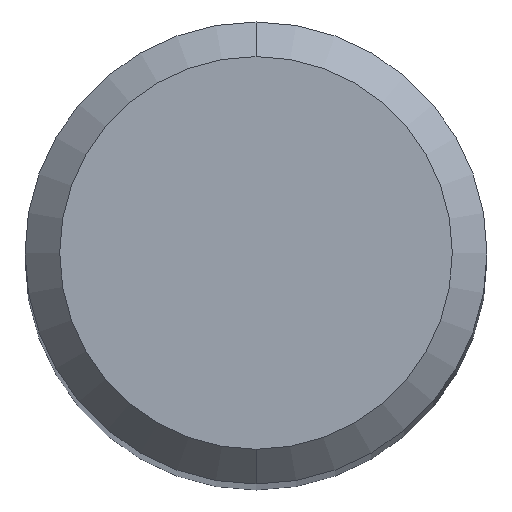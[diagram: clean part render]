
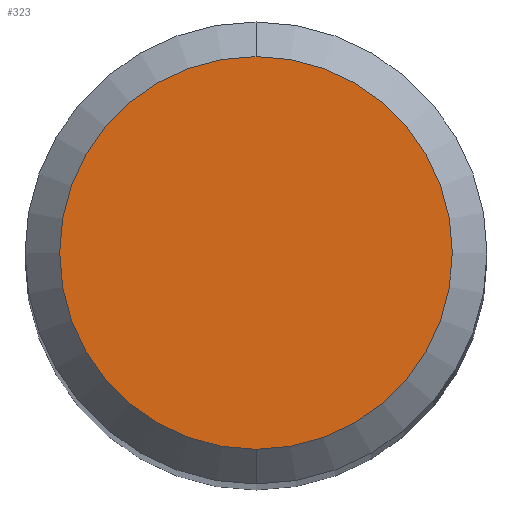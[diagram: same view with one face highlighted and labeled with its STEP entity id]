
A CAD part, top view. The second image highlights one B-rep face of the part: STEP entity #323.
In plain terms, the highlighted planar face has unit normal (0, 0, 1).
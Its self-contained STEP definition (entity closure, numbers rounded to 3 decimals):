
#273=VERTEX_POINT('',#588);
#291=VERTEX_POINT('',#609);
#301=EDGE_CURVE('',#291,#273,#620,.T.);
#323=ADVANCED_FACE('',(#643),#644,.T.);
#463=EDGE_CURVE('',#273,#291,#800,.T.);
#588=CARTESIAN_POINT('',(0.,-1.7,0.0));
#609=CARTESIAN_POINT('',(0.0,1.7,0.0));
#620=CIRCLE('',#1131,1.7);
#643=FACE_OUTER_BOUND('',#1213,.T.);
#644=PLANE('',#1214);
#800=CIRCLE('',#1443,1.7);
#1131=AXIS2_PLACEMENT_3D('',#1592,#1593,#1594);
#1213=EDGE_LOOP('',(#1612,#1613));
#1214=AXIS2_PLACEMENT_3D('',#1614,#1615,#1616);
#1443=AXIS2_PLACEMENT_3D('',#1802,#1803,#1804);
#1592=CARTESIAN_POINT('',(0.0,0.0,0.0));
#1593=DIRECTION('',(0.0,0.0,-1.0));
#1594=DIRECTION('',(0.0,1.0,0.0));
#1612=ORIENTED_EDGE('',*,*,#301,.F.);
#1613=ORIENTED_EDGE('',*,*,#463,.F.);
#1614=CARTESIAN_POINT('',(0.0,0.85,0.0));
#1615=DIRECTION('',(-0.0,0.0,1.0));
#1616=DIRECTION('',(0.0,-1.0,0.0));
#1802=CARTESIAN_POINT('',(0.0,0.0,0.0));
#1803=DIRECTION('',(0.0,0.0,-1.0));
#1804=DIRECTION('',(0.0,1.0,0.0));
